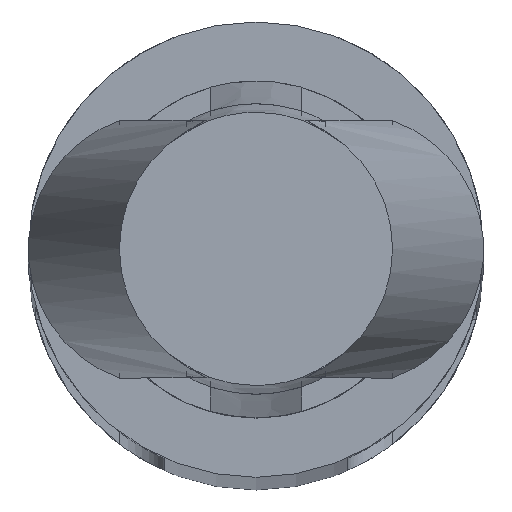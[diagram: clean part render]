
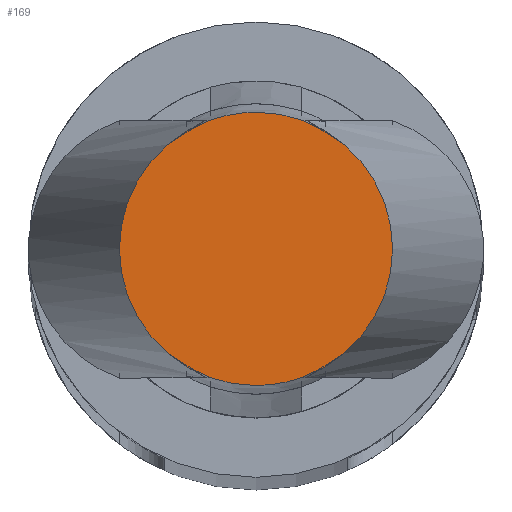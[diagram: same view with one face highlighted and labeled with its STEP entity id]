
A CAD part, top view. The second image highlights one B-rep face of the part: STEP entity #169.
In plain terms, the highlighted planar face has unit normal (0, 0, 1).
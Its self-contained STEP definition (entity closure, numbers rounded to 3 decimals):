
#169 = ADVANCED_FACE( '', ( #371 ), #372, .T. );
#371 = FACE_OUTER_BOUND( '', #638, .T. );
#372 = PLANE( '', #639 );
#638 = EDGE_LOOP( '', ( #1157, #1158, #1159, #1160, #1161, #1162, #1163, #1164 ) );
#639 = AXIS2_PLACEMENT_3D( '', #1165, #1166, #1167 );
#1157 = ORIENTED_EDGE( '', *, *, #1652, .F. );
#1158 = ORIENTED_EDGE( '', *, *, #1653, .T. );
#1159 = ORIENTED_EDGE( '', *, *, #1654, .F. );
#1160 = ORIENTED_EDGE( '', *, *, #1655, .F. );
#1161 = ORIENTED_EDGE( '', *, *, #1656, .F. );
#1162 = ORIENTED_EDGE( '', *, *, #1657, .T. );
#1163 = ORIENTED_EDGE( '', *, *, #1658, .F. );
#1164 = ORIENTED_EDGE( '', *, *, #1659, .T. );
#1165 = CARTESIAN_POINT( '', ( 0., 0., 44.9 ) );
#1166 = DIRECTION( '', ( 0., 0., 1. ) );
#1167 = DIRECTION( '', ( 1., 0., 0. ) );
#1652 = EDGE_CURVE( '', #2016, #2017, #2018, .T. );
#1653 = EDGE_CURVE( '', #2016, #2019, #2020, .T. );
#1654 = EDGE_CURVE( '', #2021, #2019, #2022, .T. );
#1655 = EDGE_CURVE( '', #2023, #2021, #2024, .T. );
#1656 = EDGE_CURVE( '', #2025, #2023, #2026, .T. );
#1657 = EDGE_CURVE( '', #2025, #2027, #2028, .T. );
#1658 = EDGE_CURVE( '', #2029, #2027, #2030, .T. );
#1659 = EDGE_CURVE( '', #2029, #2017, #2031, .F. );
#2016 = VERTEX_POINT( '', #2567 );
#2017 = VERTEX_POINT( '', #2568 );
#2018 = CIRCLE( '', #2569, 1.5 );
#2019 = VERTEX_POINT( '', #2570 );
#2020 = B_SPLINE_CURVE_WITH_KNOTS( '', 2, ( #2571, #2572, #2573, #2574, #2575 ), .UNSPECIFIED., .F., .F., ( 3, 2, 3 ), ( 0., 0.5, 1. ), .UNSPECIFIED. );
#2021 = VERTEX_POINT( '', #2576 );
#2022 = CIRCLE( '', #2577, 1.5 );
#2023 = VERTEX_POINT( '', #2578 );
#2024 = CIRCLE( '', #2579, 1.5 );
#2025 = VERTEX_POINT( '', #2580 );
#2026 = CIRCLE( '', #2581, 1.5 );
#2027 = VERTEX_POINT( '', #2582 );
#2028 = B_SPLINE_CURVE_WITH_KNOTS( '', 2, ( #2583, #2584, #2585, #2586, #2587 ), .UNSPECIFIED., .F., .F., ( 3, 2, 3 ), ( 0., 0.5, 1. ), .UNSPECIFIED. );
#2029 = VERTEX_POINT( '', #2588 );
#2030 = CIRCLE( '', #2589, 1.5 );
#2031 = CIRCLE( '', #2590, 1.5 );
#2567 = CARTESIAN_POINT( '', ( -0.5, -1.414, 44.9 ) );
#2568 = CARTESIAN_POINT( '', ( -0.525, -1.405, 44.9 ) );
#2569 = AXIS2_PLACEMENT_3D( '', #2946, #2947, #2948 );
#2570 = CARTESIAN_POINT( '', ( 0.5, -1.414, 44.9 ) );
#2571 = CARTESIAN_POINT( '', ( -0.5, -1.414, 44.9 ) );
#2572 = CARTESIAN_POINT( '', ( -0.258, -1.5, 44.9 ) );
#2573 = CARTESIAN_POINT( '', ( 0., -1.5, 44.9 ) );
#2574 = CARTESIAN_POINT( '', ( 0.257, -1.5, 44.9 ) );
#2575 = CARTESIAN_POINT( '', ( 0.5, -1.414, 44.9 ) );
#2576 = CARTESIAN_POINT( '', ( 0.525, -1.405, 44.9 ) );
#2577 = AXIS2_PLACEMENT_3D( '', #2949, #2950, #2951 );
#2578 = CARTESIAN_POINT( '', ( 0.525, 1.405, 44.9 ) );
#2579 = AXIS2_PLACEMENT_3D( '', #2952, #2953, #2954 );
#2580 = CARTESIAN_POINT( '', ( 0.5, 1.414, 44.9 ) );
#2581 = AXIS2_PLACEMENT_3D( '', #2955, #2956, #2957 );
#2582 = CARTESIAN_POINT( '', ( -0.5, 1.414, 44.9 ) );
#2583 = CARTESIAN_POINT( '', ( 0.5, 1.414, 44.9 ) );
#2584 = CARTESIAN_POINT( '', ( 0.258, 1.5, 44.9 ) );
#2585 = CARTESIAN_POINT( '', ( 0., 1.5, 44.9 ) );
#2586 = CARTESIAN_POINT( '', ( -0.257, 1.5, 44.9 ) );
#2587 = CARTESIAN_POINT( '', ( -0.5, 1.414, 44.9 ) );
#2588 = CARTESIAN_POINT( '', ( -0.525, 1.405, 44.9 ) );
#2589 = AXIS2_PLACEMENT_3D( '', #2958, #2959, #2960 );
#2590 = AXIS2_PLACEMENT_3D( '', #2961, #2962, #2963 );
#2946 = CARTESIAN_POINT( '', ( 0., 0., 44.9 ) );
#2947 = DIRECTION( '', ( 0., 0., -1. ) );
#2948 = DIRECTION( '', ( 0., 1., 0. ) );
#2949 = CARTESIAN_POINT( '', ( 0., 0., 44.9 ) );
#2950 = DIRECTION( '', ( 0., 0., -1. ) );
#2951 = DIRECTION( '', ( 0., 1., 0. ) );
#2952 = CARTESIAN_POINT( '', ( 0., 0., 44.9 ) );
#2953 = DIRECTION( '', ( 0., 0., -1. ) );
#2954 = DIRECTION( '', ( 0., 1., 0. ) );
#2955 = CARTESIAN_POINT( '', ( 0., 0., 44.9 ) );
#2956 = DIRECTION( '', ( 0., 0., -1. ) );
#2957 = DIRECTION( '', ( 0., 1., 0. ) );
#2958 = CARTESIAN_POINT( '', ( 0., 0., 44.9 ) );
#2959 = DIRECTION( '', ( 0., 0., -1. ) );
#2960 = DIRECTION( '', ( 0., 1., 0. ) );
#2961 = CARTESIAN_POINT( '', ( 0., 0., 44.9 ) );
#2962 = DIRECTION( '', ( 0., 0., -1. ) );
#2963 = DIRECTION( '', ( 1., 0., 0. ) );
